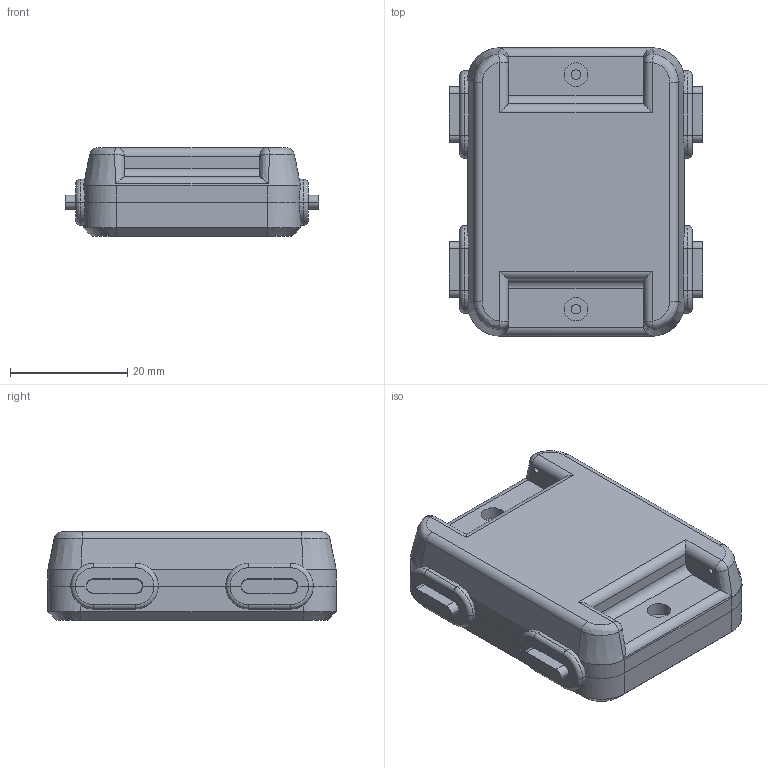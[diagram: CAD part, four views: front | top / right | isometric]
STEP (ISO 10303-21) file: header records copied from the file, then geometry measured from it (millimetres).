
FILE_DESCRIPTION(/* description */ (''),/* implementation_level */ '2;1');
FILE_NAME(/* name */ 'duplo.step',/* time_stamp */ '2021-03-02T13:00:42-05:00',/* author */ (''),/* organization */ (''),/* preprocessor_version */ 'ST-DEVELOPER v18.1',/* originating_system */ 'Autodesk Translation Framework v9.7.1.1290',/* authorisation */ '');
FILE_SCHEMA (('AUTOMOTIVE_DESIGN { 1 0 10303 214 3 1 1 }'));
Length unit declared in the file: millimetre
Products named in the file (4): WATCHY_MOLD_SCREW_back; button; TOP; Bottom
Assembly tree (6 placements, depth 2):
  WATCHY_MOLD_SCREW_back
    button  x4
    TOP
    Bottom
Bounding box: 43.2 x 49.16 x 15.15 mm (x, y, z)
Volume: 8080.7 mm3; surface area: 11782.5 mm2
Topology: 6 solids, 6 shells, 433 faces, 1194 edges, 775 vertices
Faces by surface type: plane 199, cylinder 190, torus 16, cone 12, bspline 12, sphere 4
Full cylindrical faces by diameter (mm): 1 x4, 1.623 x4, 4 x2, 4.9 x3
Entity records: 12803 total; most frequent: CARTESIAN_POINT 2789, DIRECTION 2095, ORIENTED_EDGE 2086, EDGE_CURVE 1043, AXIS2_PLACEMENT_3D 749, VERTEX_POINT 677, LINE 597, VECTOR 597
